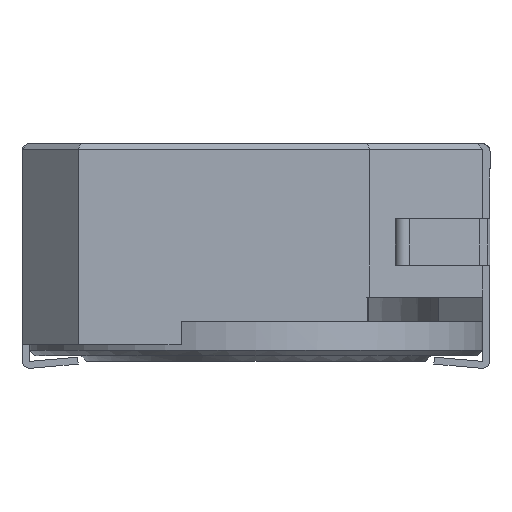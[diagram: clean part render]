
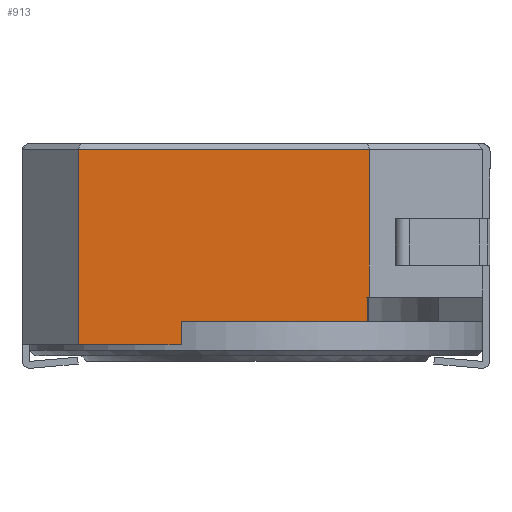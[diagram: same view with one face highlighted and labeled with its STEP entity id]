
A CAD part, left-side view. The second image highlights one B-rep face of the part: STEP entity #913.
In plain terms, the highlighted planar face has unit normal (-1, 0, 0).
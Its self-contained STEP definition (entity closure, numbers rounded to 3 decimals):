
#913=ADVANCED_FACE('',(#1126),#4210,.T.);
#1126=FACE_OUTER_BOUND('',#1339,.T.);
#1339=EDGE_LOOP('',(#1800,#1801,#1802,#1803,#1804,#1805,#1806,#1807));
#1800=ORIENTED_EDGE('',*,*,#2747,.F.);
#1801=ORIENTED_EDGE('',*,*,#2740,.T.);
#1802=ORIENTED_EDGE('',*,*,#2739,.T.);
#1803=ORIENTED_EDGE('',*,*,#2738,.T.);
#1804=ORIENTED_EDGE('',*,*,#2735,.F.);
#1805=ORIENTED_EDGE('',*,*,#2733,.F.);
#1806=ORIENTED_EDGE('',*,*,#2794,.T.);
#1807=ORIENTED_EDGE('',*,*,#2654,.T.);
#2654=EDGE_CURVE('',#3774,#3773,#3288,.T.);
#2733=EDGE_CURVE('',#3836,#3837,#3356,.T.);
#2735=EDGE_CURVE('',#3837,#3838,#3358,.T.);
#2738=EDGE_CURVE('',#3839,#3838,#3361,.T.);
#2739=EDGE_CURVE('',#3840,#3839,#3362,.T.);
#2740=EDGE_CURVE('',#3812,#3840,#3363,.T.);
#2747=EDGE_CURVE('',#3812,#3773,#3370,.T.);
#2794=EDGE_CURVE('',#3836,#3774,#3401,.T.);
#3288=B_SPLINE_CURVE_WITH_KNOTS('',1,(#5094,#5095),.UNSPECIFIED.,.F.,.F.,
(2,2),(-3.16,0.),.UNSPECIFIED.);
#3356=B_SPLINE_CURVE_WITH_KNOTS('',1,(#5263,#5264),.UNSPECIFIED.,.F.,.F.,
(2,2),(0.,0.52),.UNSPECIFIED.);
#3358=B_SPLINE_CURVE_WITH_KNOTS('',1,(#5267,#5268),.UNSPECIFIED.,.F.,.F.,
(2,2),(0.,3.984),.UNSPECIFIED.);
#3361=B_SPLINE_CURVE_WITH_KNOTS('',1,(#5273,#5274),.UNSPECIFIED.,.F.,.F.,
(2,2),(-0.5,0.),.UNSPECIFIED.);
#3362=B_SPLINE_CURVE_WITH_KNOTS('',1,(#5275,#5276),.UNSPECIFIED.,.F.,.F.,
(2,2),(-2.2,0.),.UNSPECIFIED.);
#3363=B_SPLINE_CURVE_WITH_KNOTS('',1,(#5277,#5278),.UNSPECIFIED.,.F.,.F.,
(2,2),(-4.18,0.),.UNSPECIFIED.);
#3370=B_SPLINE_CURVE_WITH_KNOTS('',1,(#5291,#5292),.UNSPECIFIED.,.F.,.F.,
(2,2),(0.,6.225),.UNSPECIFIED.);
#3401=B_SPLINE_CURVE_WITH_KNOTS('',1,(#5409,#5410),.UNSPECIFIED.,.F.,.F.,
(2,2),(-0.041,0.),.UNSPECIFIED.);
#3773=VERTEX_POINT('',#4981);
#3774=VERTEX_POINT('',#4982);
#3812=VERTEX_POINT('',#5020);
#3836=VERTEX_POINT('',#5044);
#3837=VERTEX_POINT('',#5045);
#3838=VERTEX_POINT('',#5046);
#3839=VERTEX_POINT('',#5047);
#3840=VERTEX_POINT('',#5048);
#4210=PLANE('',#4511);
#4511=AXIS2_PLACEMENT_3D('',#4971,#4727,$);
#4727=DIRECTION('',(-1.,0.,0.));
#4971=CARTESIAN_POINT('',(-5.,-3.107,4.658));
#4981=CARTESIAN_POINT('',(-5.,-2.425,4.18));
#4982=CARTESIAN_POINT('',(-5.,-2.425,1.02));
#5020=CARTESIAN_POINT('',(-5.,3.8,4.18));
#5044=CARTESIAN_POINT('',(-5.,-2.384,1.02));
#5045=CARTESIAN_POINT('',(-5.,-2.384,0.5));
#5046=CARTESIAN_POINT('',(-5.,1.6,0.5));
#5047=CARTESIAN_POINT('',(-5.,1.6,0.));
#5048=CARTESIAN_POINT('',(-5.,3.8,0.));
#5094=CARTESIAN_POINT('',(-5.,-2.425,1.02));
#5095=CARTESIAN_POINT('',(-5.,-2.425,4.18));
#5263=CARTESIAN_POINT('',(-5.,-2.384,1.02));
#5264=CARTESIAN_POINT('',(-5.,-2.384,0.5));
#5267=CARTESIAN_POINT('',(-5.,-2.384,0.5));
#5268=CARTESIAN_POINT('',(-5.,1.6,0.5));
#5273=CARTESIAN_POINT('',(-5.,1.6,0.));
#5274=CARTESIAN_POINT('',(-5.,1.6,0.5));
#5275=CARTESIAN_POINT('',(-5.,3.8,0.));
#5276=CARTESIAN_POINT('',(-5.,1.6,0.));
#5277=CARTESIAN_POINT('',(-5.,3.8,4.18));
#5278=CARTESIAN_POINT('',(-5.,3.8,0.));
#5291=CARTESIAN_POINT('',(-5.,3.8,4.18));
#5292=CARTESIAN_POINT('',(-5.,-2.425,4.18));
#5409=CARTESIAN_POINT('',(-5.,-2.384,1.02));
#5410=CARTESIAN_POINT('',(-5.,-2.425,1.02));
